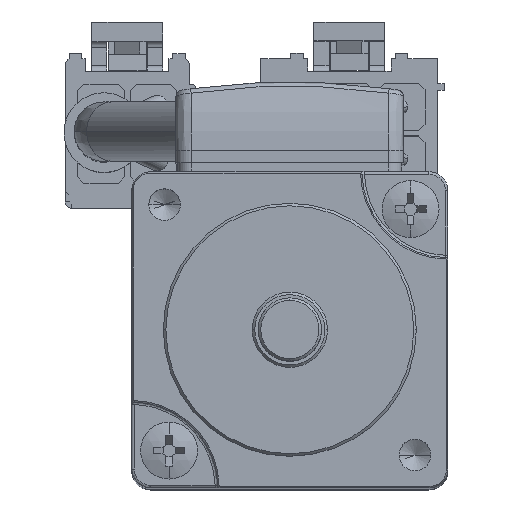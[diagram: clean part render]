
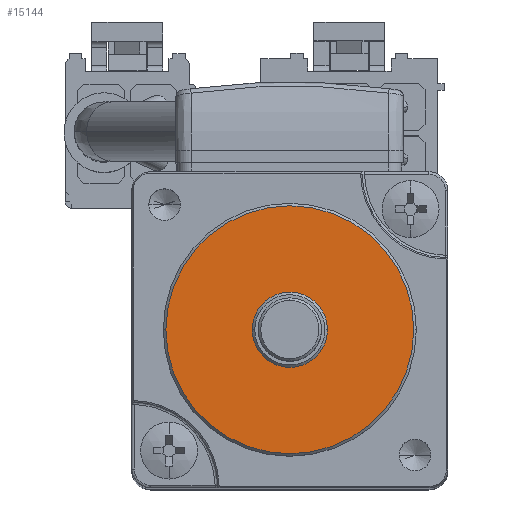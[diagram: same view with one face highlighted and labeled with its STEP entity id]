
A CAD part, top view. The second image highlights one B-rep face of the part: STEP entity #15144.
In plain terms, the highlighted planar face has unit normal (0, 0, 1).
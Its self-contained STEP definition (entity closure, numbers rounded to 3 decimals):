
#132 = CARTESIAN_POINT ( 'NONE',  ( -2.975, 0., 36.125 ) ) ;
#753 = CIRCLE ( 'NONE', #6224, 9.8 ) ;
#2001 = DIRECTION ( 'NONE',  ( 0., 0., -1. ) ) ;
#3081 = EDGE_CURVE ( 'NONE', #19070, #15327, #5242, .T. ) ;
#3598 = CARTESIAN_POINT ( 'NONE',  ( 0., 0., 36.125 ) ) ;
#3749 = DIRECTION ( 'NONE',  ( -1., 0., 0. ) ) ;
#4057 = DIRECTION ( 'NONE',  ( 0., 0., -1. ) ) ;
#4140 = CARTESIAN_POINT ( 'NONE',  ( 0., 0., 36.125 ) ) ;
#4629 = EDGE_CURVE ( 'NONE', #13487, #16581, #8586, .T. ) ;
#5242 = CIRCLE ( 'NONE', #5690, 2.975 ) ;
#5446 = ORIENTED_EDGE ( 'NONE', *, *, #4629, .F. ) ;
#5690 = AXIS2_PLACEMENT_3D ( 'NONE', #4140, #4057, #6092 ) ;
#5816 = PLANE ( 'NONE',  #16411 ) ;
#6092 = DIRECTION ( 'NONE',  ( -1., 0., 0. ) ) ;
#6224 = AXIS2_PLACEMENT_3D ( 'NONE', #3598, #2001, #3749 ) ;
#6425 = AXIS2_PLACEMENT_3D ( 'NONE', #9581, #11346, #14972 ) ;
#7143 = ORIENTED_EDGE ( 'NONE', *, *, #3081, .T. ) ;
#8502 = FACE_OUTER_BOUND ( 'NONE', #12030, .T. ) ;
#8586 = CIRCLE ( 'NONE', #13370, 9.8 ) ;
#9231 = DIRECTION ( 'NONE',  ( 1., 0., 0. ) ) ;
#9236 = CARTESIAN_POINT ( 'NONE',  ( -9.8, 0., 36.125 ) ) ;
#9452 = CARTESIAN_POINT ( 'NONE',  ( 0., 0., 36.125 ) ) ;
#9581 = CARTESIAN_POINT ( 'NONE',  ( 0., 0., 36.125 ) ) ;
#9786 = EDGE_CURVE ( 'NONE', #15327, #19070, #20758, .T. ) ;
#11346 = DIRECTION ( 'NONE',  ( 0., 0., -1. ) ) ;
#12030 = EDGE_LOOP ( 'NONE', ( #20579, #5446 ) ) ;
#13147 = CARTESIAN_POINT ( 'NONE',  ( 2.975, 0., 36.125 ) ) ;
#13370 = AXIS2_PLACEMENT_3D ( 'NONE', #16531, #21597, #21744 ) ;
#13487 = VERTEX_POINT ( 'NONE', #14919 ) ;
#14843 = FACE_BOUND ( 'NONE', #21965, .T. ) ;
#14919 = CARTESIAN_POINT ( 'NONE',  ( 9.8, 0., 36.125 ) ) ;
#14972 = DIRECTION ( 'NONE',  ( -1., 0., 0. ) ) ;
#15144 = ADVANCED_FACE ( 'NONE', ( #8502, #14843 ), #5816, .T. ) ;
#15327 = VERTEX_POINT ( 'NONE', #13147 ) ;
#15566 = EDGE_CURVE ( 'NONE', #16581, #13487, #753, .T. ) ;
#16411 = AXIS2_PLACEMENT_3D ( 'NONE', #9452, #21650, #9231 ) ;
#16531 = CARTESIAN_POINT ( 'NONE',  ( 0., 0., 36.125 ) ) ;
#16581 = VERTEX_POINT ( 'NONE', #9236 ) ;
#16954 = ORIENTED_EDGE ( 'NONE', *, *, #9786, .T. ) ;
#19070 = VERTEX_POINT ( 'NONE', #132 ) ;
#20579 = ORIENTED_EDGE ( 'NONE', *, *, #15566, .F. ) ;
#20758 = CIRCLE ( 'NONE', #6425, 2.975 ) ;
#21597 = DIRECTION ( 'NONE',  ( 0., 0., -1. ) ) ;
#21650 = DIRECTION ( 'NONE',  ( 0., 0., 1. ) ) ;
#21744 = DIRECTION ( 'NONE',  ( -1., 0., 0. ) ) ;
#21965 = EDGE_LOOP ( 'NONE', ( #7143, #16954 ) ) ;
